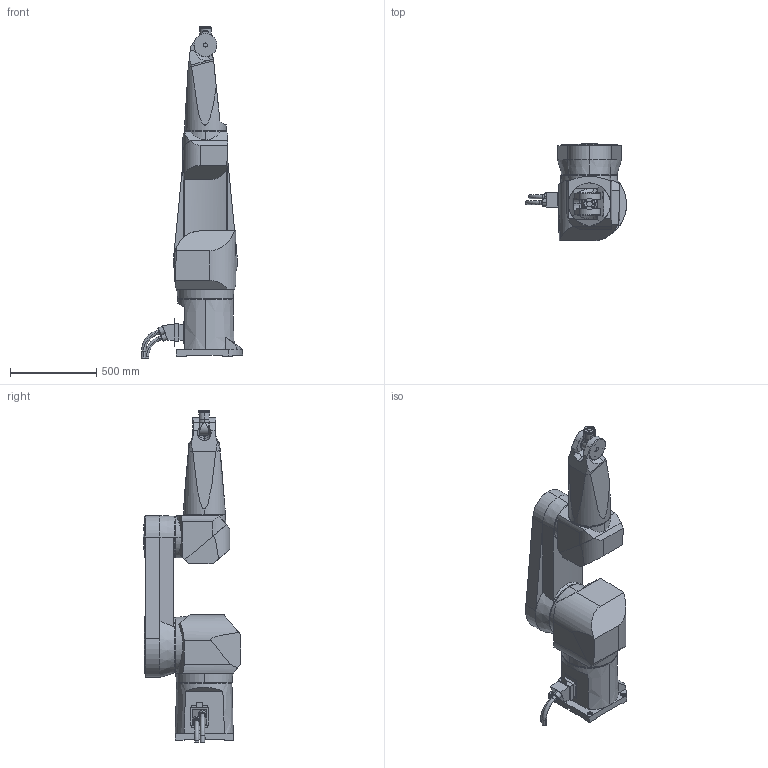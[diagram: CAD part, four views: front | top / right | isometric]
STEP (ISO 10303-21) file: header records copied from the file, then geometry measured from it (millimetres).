
FILE_DESCRIPTION((''), '1');
FILE_NAME('^2804 ', '2004-06-16T13:55:57+00:00', (''), (''), 'CATIA.STEP INTERFACE', 'CATIA SOLUTIONS V4 RELEASE 2.4 FR 4.2.4', '');
FILE_SCHEMA(('AUTOMOTIVE_DESIGN { 1 2 10303 214 0 1 1 1 }'));
Length unit declared in the file: millimetre
Products named in the file (1): *MASTER
Bounding box: 584.54 x 561.7 x 1920 mm (x, y, z)
Volume: 149467444.8 mm3; surface area: 3206504.2 mm2
Topology: 7 solids, 7 shells, 399 faces, 986 edges, 699 vertices
Faces by surface type: plane 178, cylinder 157, cone 31, torus 20, sphere 10, bspline 3
Entity records: 12012 total; most frequent: CARTESIAN_POINT 2756, ORIENTED_EDGE 1906, DIRECTION 1849, EDGE_CURVE 953, AXIS2_PLACEMENT_3D 722, VERTEX_POINT 617, EDGE_LOOP 466, VECTOR 405
